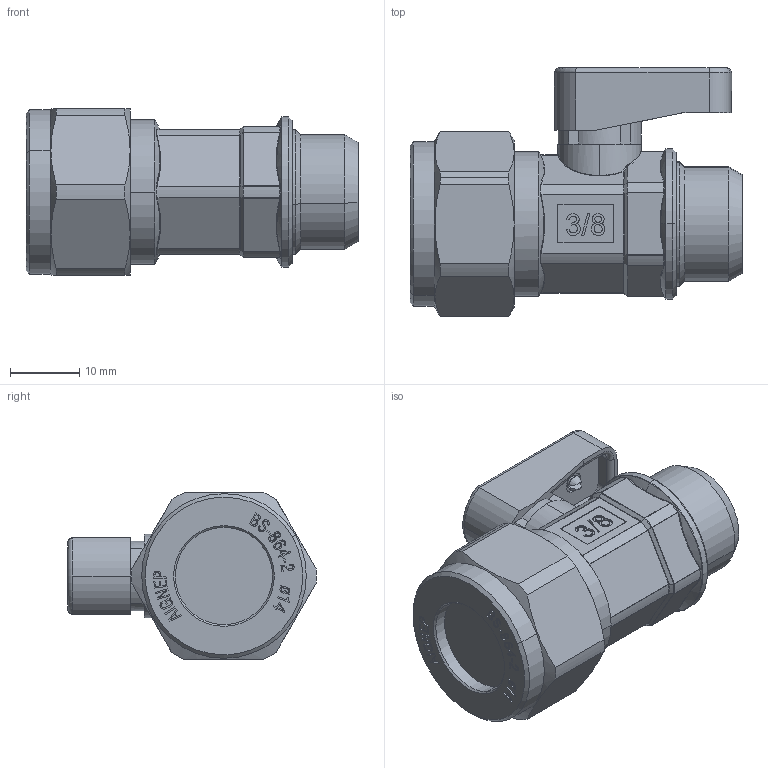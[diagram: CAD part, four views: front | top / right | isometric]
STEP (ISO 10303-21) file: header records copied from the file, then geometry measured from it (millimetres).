
FILE_DESCRIPTION (( 'STEP AP214' ), '1' );
FILE_NAME ('0644000009.step', '2012-10-02T16:32:59', ( '' ), ( '' ), 'SwSTEP 2.0', 'SolidWorks 2012', '' );
FILE_SCHEMA (( 'AUTOMOTIVE_DESIGN' ));
Length unit declared in the file: millimetre
Products named in the file (1): 0644000009
Bounding box: 47.8 x 35.8 x 24.02 mm (x, y, z)
Volume: 17112 mm3; surface area: 6200.9 mm2
Topology: 8 solids, 17 shells, 1039 faces, 2608 edges, 1634 vertices
Faces by surface type: plane 429, bspline 360, cylinder 136, torus 53, cone 39, sphere 22
Entity records: 45571 total; most frequent: CARTESIAN_POINT 23313, ORIENTED_EDGE 5164, DIRECTION 3585, EDGE_CURVE 2582, VERTEX_POINT 1634, LINE 1327, VECTOR 1327, AXIS2_PLACEMENT_3D 1129
